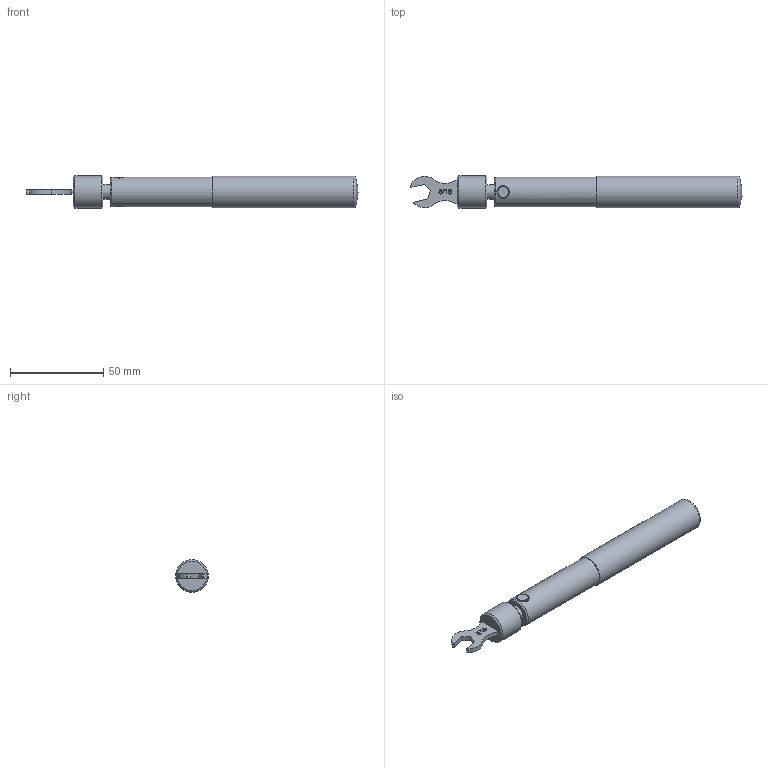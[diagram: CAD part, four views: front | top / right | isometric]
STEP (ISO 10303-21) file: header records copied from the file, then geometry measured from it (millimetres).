
FILE_DESCRIPTION (( 'STEP AP203' ), '1' );
FILE_NAME ('ST-SMA3_3D.step', '2020-10-13T20:30:44', ( '' ), ( '' ), 'SwSTEP 2.0', 'SolidWorks 2018', '' );
FILE_SCHEMA (( 'CONFIG_CONTROL_DESIGN' ));
Length unit declared in the file: inch
Products named in the file (1): ST-SMA3_3D
Bounding box: 177.8 x 17.46 x 17.46 mm (x, y, z)
Volume: 33044.4 mm3; surface area: 9904.3 mm2
Topology: 2 solids, 2 shells, 92 faces, 236 edges, 155 vertices
Faces by surface type: plane 40, bspline 28, cylinder 17, cone 5, sphere 1, torus 1
Full cylindrical faces by diameter (mm): 6.251 x1, 6.302 x1, 7.744 x1, 9.776 x1, 16.002 x1, 17.018 x1, 17.462 x1
Entity records: 6563 total; most frequent: CARTESIAN_POINT 4527, ORIENTED_EDGE 424, DIRECTION 314, EDGE_CURVE 212, VERTEX_POINT 148, EDGE_LOOP 122, LINE 112, VECTOR 112
